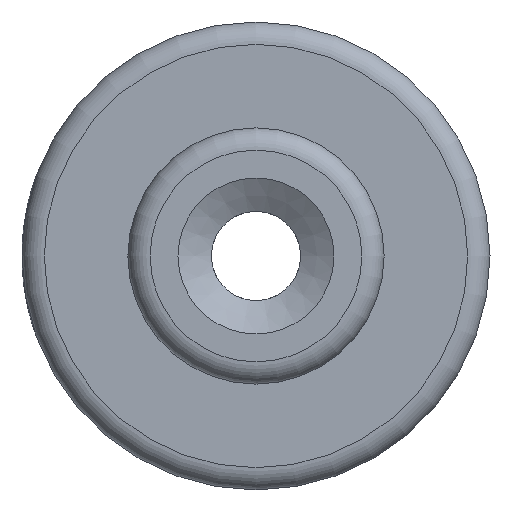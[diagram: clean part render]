
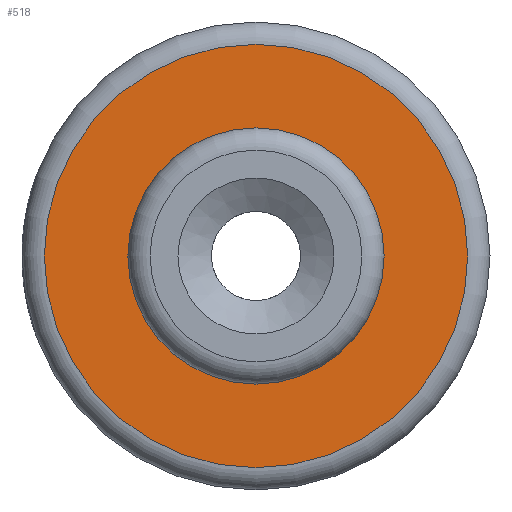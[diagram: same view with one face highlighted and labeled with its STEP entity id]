
A CAD part, left-side view. The second image highlights one B-rep face of the part: STEP entity #518.
In plain terms, the highlighted planar face has unit normal (-1, 0, 0).
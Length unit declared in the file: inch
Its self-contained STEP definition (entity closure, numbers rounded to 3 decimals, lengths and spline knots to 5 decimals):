
#484=CARTESIAN_POINT('',(-2.40369,0.28985,0.0));
#485=VERTEX_POINT('',#484);
#486=CARTESIAN_POINT('',(-2.40369,-0.0664,0.0));
#487=DIRECTION('',(1.0,0.0,0.0));
#488=DIRECTION('',(0.0,1.0,0.0));
#489=AXIS2_PLACEMENT_3D('',#486,#487,#488);
#490=CIRCLE('',#489,0.35625);
#491=EDGE_CURVE('',#485,#485,#490,.T.);
#499=CARTESIAN_POINT('',(-2.40369,0.4086,0.0));
#500=DIRECTION('',(-1.0,0.0,0.0));
#501=DIRECTION('',(0.0,0.0,1.0));
#502=AXIS2_PLACEMENT_3D('',#499,#500,#501);
#503=PLANE('',#502);
#504=CARTESIAN_POINT('',(-2.40369,0.52735,0.0));
#505=VERTEX_POINT('',#504);
#506=CARTESIAN_POINT('',(-2.40369,-0.0664,0.0));
#507=DIRECTION('',(1.0,0.0,0.0));
#508=DIRECTION('',(0.0,1.0,0.0));
#509=AXIS2_PLACEMENT_3D('',#506,#507,#508);
#510=CIRCLE('',#509,0.59375);
#511=EDGE_CURVE('',#505,#505,#510,.T.);
#512=ORIENTED_EDGE('',*,*,#511,.F.);
#513=EDGE_LOOP('',(#512));
#514=FACE_OUTER_BOUND('',#513,.T.);
#515=ORIENTED_EDGE('',*,*,#491,.T.);
#516=EDGE_LOOP('',(#515));
#517=FACE_BOUND('',#516,.T.);
#518=ADVANCED_FACE('',(#514,#517),#503,.T.);
